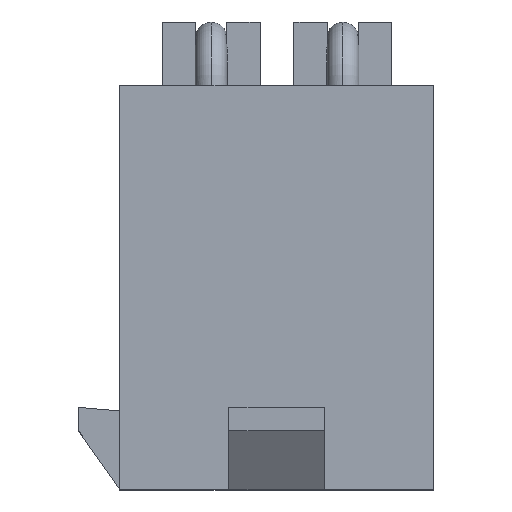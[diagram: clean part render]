
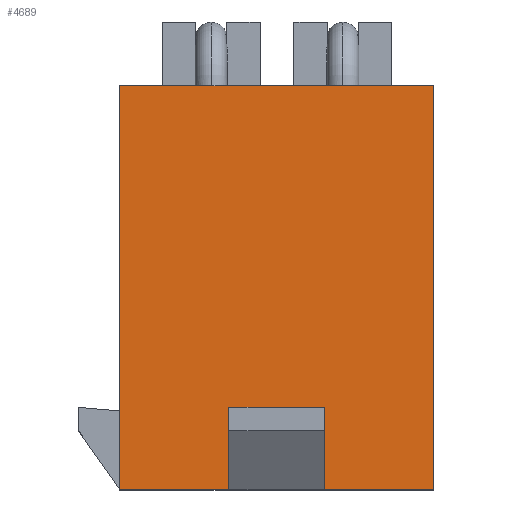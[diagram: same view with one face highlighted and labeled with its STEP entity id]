
A CAD part, top view. The second image highlights one B-rep face of the part: STEP entity #4689.
In plain terms, the highlighted planar face has unit normal (0, 0, 1).
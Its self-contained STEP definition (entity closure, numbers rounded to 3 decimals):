
#32 = PLANE('',#33);
#33 = AXIS2_PLACEMENT_3D('',#34,#35,#36);
#34 = CARTESIAN_POINT('',(2.058,-14.203,3.652));
#35 = DIRECTION('',(0.,-1.,0.));
#36 = DIRECTION('',(1.,0.,0.));
#57 = VERTEX_POINT('',#58);
#58 = CARTESIAN_POINT('',(-2.87,-14.203,6.509));
#72 = PLANE('',#73);
#73 = AXIS2_PLACEMENT_3D('',#74,#75,#76);
#74 = CARTESIAN_POINT('',(-2.87,-14.203,6.509));
#75 = DIRECTION('',(-1.,0.,0.));
#76 = DIRECTION('',(0.,0.,-1.));
#84 = EDGE_CURVE('',#85,#57,#87,.T.);
#85 = VERTEX_POINT('',#86);
#86 = CARTESIAN_POINT('',(0.559,-14.203,6.509));
#87 = SURFACE_CURVE('',#88,(#92,#99),.PCURVE_S1.);
#88 = LINE('',#89,#90);
#89 = CARTESIAN_POINT('',(0.559,-14.203,6.509));
#90 = VECTOR('',#91,1.);
#91 = DIRECTION('',(-1.,0.,0.));
#92 = PCURVE('',#32,#93);
#93 = DEFINITIONAL_REPRESENTATION('',(#94),#98);
#94 = LINE('',#95,#96);
#95 = CARTESIAN_POINT('',(-1.499,2.858));
#96 = VECTOR('',#97,1.);
#97 = DIRECTION('',(-1.,0.));
#98 = ( GEOMETRIC_REPRESENTATION_CONTEXT(2) 
PARAMETRIC_REPRESENTATION_CONTEXT() REPRESENTATION_CONTEXT('2D SPACE',''
  ) );
#99 = PCURVE('',#100,#105);
#100 = PLANE('',#101);
#101 = AXIS2_PLACEMENT_3D('',#102,#103,#104);
#102 = CARTESIAN_POINT('',(6.985,-14.203,6.509));
#103 = DIRECTION('',(0.,0.,1.));
#104 = DIRECTION('',(-1.,0.,0.));
#105 = DEFINITIONAL_REPRESENTATION('',(#106),#110);
#106 = LINE('',#107,#108);
#107 = CARTESIAN_POINT('',(6.426,0.));
#108 = VECTOR('',#109,1.);
#109 = DIRECTION('',(1.,0.));
#110 = ( GEOMETRIC_REPRESENTATION_CONTEXT(2) 
PARAMETRIC_REPRESENTATION_CONTEXT() REPRESENTATION_CONTEXT('2D SPACE',''
  ) );
#113 = VERTEX_POINT('',#114);
#114 = CARTESIAN_POINT('',(3.556,-14.203,6.509));
#140 = EDGE_CURVE('',#141,#113,#143,.T.);
#141 = VERTEX_POINT('',#142);
#142 = CARTESIAN_POINT('',(6.985,-14.203,6.509));
#143 = SURFACE_CURVE('',#144,(#148,#155),.PCURVE_S1.);
#144 = LINE('',#145,#146);
#145 = CARTESIAN_POINT('',(6.985,-14.203,6.509));
#146 = VECTOR('',#147,1.);
#147 = DIRECTION('',(-1.,0.,0.));
#148 = PCURVE('',#32,#149);
#149 = DEFINITIONAL_REPRESENTATION('',(#150),#154);
#150 = LINE('',#151,#152);
#151 = CARTESIAN_POINT('',(4.928,2.858));
#152 = VECTOR('',#153,1.);
#153 = DIRECTION('',(-1.,0.));
#154 = ( GEOMETRIC_REPRESENTATION_CONTEXT(2) 
PARAMETRIC_REPRESENTATION_CONTEXT() REPRESENTATION_CONTEXT('2D SPACE',''
  ) );
#155 = PCURVE('',#100,#156);
#156 = DEFINITIONAL_REPRESENTATION('',(#157),#161);
#157 = LINE('',#158,#159);
#158 = CARTESIAN_POINT('',(0.,0.));
#159 = VECTOR('',#160,1.);
#160 = DIRECTION('',(1.,0.));
#161 = ( GEOMETRIC_REPRESENTATION_CONTEXT(2) 
PARAMETRIC_REPRESENTATION_CONTEXT() REPRESENTATION_CONTEXT('2D SPACE',''
  ) );
#179 = PLANE('',#180);
#180 = AXIS2_PLACEMENT_3D('',#181,#182,#183);
#181 = CARTESIAN_POINT('',(6.985,-14.203,0.794));
#182 = DIRECTION('',(1.,0.,0.));
#183 = DIRECTION('',(0.,0.,1.));
#876 = VERTEX_POINT('',#877);
#877 = CARTESIAN_POINT('',(-2.87,-1.503,6.509));
#891 = PLANE('',#892);
#892 = AXIS2_PLACEMENT_3D('',#893,#894,#895);
#893 = CARTESIAN_POINT('',(2.058,-1.503,3.652));
#894 = DIRECTION('',(0.,-1.,0.));
#895 = DIRECTION('',(1.,0.,0.));
#903 = EDGE_CURVE('',#57,#876,#904,.T.);
#904 = SURFACE_CURVE('',#905,(#909,#916),.PCURVE_S1.);
#905 = LINE('',#906,#907);
#906 = CARTESIAN_POINT('',(-2.87,-14.203,6.509));
#907 = VECTOR('',#908,1.);
#908 = DIRECTION('',(0.,1.,0.));
#909 = PCURVE('',#72,#910);
#910 = DEFINITIONAL_REPRESENTATION('',(#911),#915);
#911 = LINE('',#912,#913);
#912 = CARTESIAN_POINT('',(0.,0.));
#913 = VECTOR('',#914,1.);
#914 = DIRECTION('',(0.,-1.));
#915 = ( GEOMETRIC_REPRESENTATION_CONTEXT(2) 
PARAMETRIC_REPRESENTATION_CONTEXT() REPRESENTATION_CONTEXT('2D SPACE',''
  ) );
#916 = PCURVE('',#100,#917);
#917 = DEFINITIONAL_REPRESENTATION('',(#918),#922);
#918 = LINE('',#919,#920);
#919 = CARTESIAN_POINT('',(9.855,0.));
#920 = VECTOR('',#921,1.);
#921 = DIRECTION('',(0.,-1.));
#922 = ( GEOMETRIC_REPRESENTATION_CONTEXT(2) 
PARAMETRIC_REPRESENTATION_CONTEXT() REPRESENTATION_CONTEXT('2D SPACE',''
  ) );
#4646 = EDGE_CURVE('',#141,#4647,#4649,.T.);
#4647 = VERTEX_POINT('',#4648);
#4648 = CARTESIAN_POINT('',(6.985,-1.503,6.509));
#4649 = SURFACE_CURVE('',#4650,(#4654,#4661),.PCURVE_S1.);
#4650 = LINE('',#4651,#4652);
#4651 = CARTESIAN_POINT('',(6.985,-14.203,6.509));
#4652 = VECTOR('',#4653,1.);
#4653 = DIRECTION('',(0.,1.,0.));
#4654 = PCURVE('',#179,#4655);
#4655 = DEFINITIONAL_REPRESENTATION('',(#4656),#4660);
#4656 = LINE('',#4657,#4658);
#4657 = CARTESIAN_POINT('',(5.715,0.));
#4658 = VECTOR('',#4659,1.);
#4659 = DIRECTION('',(0.,-1.));
#4660 = ( GEOMETRIC_REPRESENTATION_CONTEXT(2) 
PARAMETRIC_REPRESENTATION_CONTEXT() REPRESENTATION_CONTEXT('2D SPACE',''
  ) );
#4661 = PCURVE('',#100,#4662);
#4662 = DEFINITIONAL_REPRESENTATION('',(#4663),#4667);
#4663 = LINE('',#4664,#4665);
#4664 = CARTESIAN_POINT('',(0.,0.));
#4665 = VECTOR('',#4666,1.);
#4666 = DIRECTION('',(0.,-1.));
#4667 = ( GEOMETRIC_REPRESENTATION_CONTEXT(2) 
PARAMETRIC_REPRESENTATION_CONTEXT() REPRESENTATION_CONTEXT('2D SPACE',''
  ) );
#4689 = ADVANCED_FACE('',(#4690),#100,.T.);
#4690 = FACE_BOUND('',#4691,.F.);
#4691 = EDGE_LOOP('',(#4692,#4720,#4721,#4722,#4743,#4744,#4745,#4773));
#4692 = ORIENTED_EDGE('',*,*,#4693,.F.);
#4693 = EDGE_CURVE('',#85,#4694,#4696,.T.);
#4694 = VERTEX_POINT('',#4695);
#4695 = CARTESIAN_POINT('',(0.559,-11.725,6.509));
#4696 = SURFACE_CURVE('',#4697,(#4701,#4708),.PCURVE_S1.);
#4697 = LINE('',#4698,#4699);
#4698 = CARTESIAN_POINT('',(0.559,-14.203,6.509));
#4699 = VECTOR('',#4700,1.);
#4700 = DIRECTION('',(0.,1.,0.));
#4701 = PCURVE('',#100,#4702);
#4702 = DEFINITIONAL_REPRESENTATION('',(#4703),#4707);
#4703 = LINE('',#4704,#4705);
#4704 = CARTESIAN_POINT('',(6.426,0.));
#4705 = VECTOR('',#4706,1.);
#4706 = DIRECTION('',(0.,-1.));
#4707 = ( GEOMETRIC_REPRESENTATION_CONTEXT(2) 
PARAMETRIC_REPRESENTATION_CONTEXT() REPRESENTATION_CONTEXT('2D SPACE',''
  ) );
#4708 = PCURVE('',#4709,#4714);
#4709 = PLANE('',#4710);
#4710 = AXIS2_PLACEMENT_3D('',#4711,#4712,#4713);
#4711 = CARTESIAN_POINT('',(0.559,-14.203,3.652));
#4712 = DIRECTION('',(1.,0.,0.));
#4713 = DIRECTION('',(0.,1.,0.));
#4714 = DEFINITIONAL_REPRESENTATION('',(#4715),#4719);
#4715 = LINE('',#4716,#4717);
#4716 = CARTESIAN_POINT('',(0.,2.858));
#4717 = VECTOR('',#4718,1.);
#4718 = DIRECTION('',(1.,0.));
#4719 = ( GEOMETRIC_REPRESENTATION_CONTEXT(2) 
PARAMETRIC_REPRESENTATION_CONTEXT() REPRESENTATION_CONTEXT('2D SPACE',''
  ) );
#4720 = ORIENTED_EDGE('',*,*,#84,.T.);
#4721 = ORIENTED_EDGE('',*,*,#903,.T.);
#4722 = ORIENTED_EDGE('',*,*,#4723,.F.);
#4723 = EDGE_CURVE('',#4647,#876,#4724,.T.);
#4724 = SURFACE_CURVE('',#4725,(#4729,#4736),.PCURVE_S1.);
#4725 = LINE('',#4726,#4727);
#4726 = CARTESIAN_POINT('',(6.985,-1.503,6.509));
#4727 = VECTOR('',#4728,1.);
#4728 = DIRECTION('',(-1.,0.,0.));
#4729 = PCURVE('',#100,#4730);
#4730 = DEFINITIONAL_REPRESENTATION('',(#4731),#4735);
#4731 = LINE('',#4732,#4733);
#4732 = CARTESIAN_POINT('',(0.,-12.7));
#4733 = VECTOR('',#4734,1.);
#4734 = DIRECTION('',(1.,0.));
#4735 = ( GEOMETRIC_REPRESENTATION_CONTEXT(2) 
PARAMETRIC_REPRESENTATION_CONTEXT() REPRESENTATION_CONTEXT('2D SPACE',''
  ) );
#4736 = PCURVE('',#891,#4737);
#4737 = DEFINITIONAL_REPRESENTATION('',(#4738),#4742);
#4738 = LINE('',#4739,#4740);
#4739 = CARTESIAN_POINT('',(4.928,2.858));
#4740 = VECTOR('',#4741,1.);
#4741 = DIRECTION('',(-1.,0.));
#4742 = ( GEOMETRIC_REPRESENTATION_CONTEXT(2) 
PARAMETRIC_REPRESENTATION_CONTEXT() REPRESENTATION_CONTEXT('2D SPACE',''
  ) );
#4743 = ORIENTED_EDGE('',*,*,#4646,.F.);
#4744 = ORIENTED_EDGE('',*,*,#140,.T.);
#4745 = ORIENTED_EDGE('',*,*,#4746,.T.);
#4746 = EDGE_CURVE('',#113,#4747,#4749,.T.);
#4747 = VERTEX_POINT('',#4748);
#4748 = CARTESIAN_POINT('',(3.556,-11.725,6.509));
#4749 = SURFACE_CURVE('',#4750,(#4754,#4761),.PCURVE_S1.);
#4750 = LINE('',#4751,#4752);
#4751 = CARTESIAN_POINT('',(3.556,-14.203,6.509));
#4752 = VECTOR('',#4753,1.);
#4753 = DIRECTION('',(0.,1.,0.));
#4754 = PCURVE('',#100,#4755);
#4755 = DEFINITIONAL_REPRESENTATION('',(#4756),#4760);
#4756 = LINE('',#4757,#4758);
#4757 = CARTESIAN_POINT('',(3.429,0.));
#4758 = VECTOR('',#4759,1.);
#4759 = DIRECTION('',(0.,-1.));
#4760 = ( GEOMETRIC_REPRESENTATION_CONTEXT(2) 
PARAMETRIC_REPRESENTATION_CONTEXT() REPRESENTATION_CONTEXT('2D SPACE',''
  ) );
#4761 = PCURVE('',#4762,#4767);
#4762 = PLANE('',#4763);
#4763 = AXIS2_PLACEMENT_3D('',#4764,#4765,#4766);
#4764 = CARTESIAN_POINT('',(3.556,-14.203,3.652));
#4765 = DIRECTION('',(1.,0.,0.));
#4766 = DIRECTION('',(0.,1.,0.));
#4767 = DEFINITIONAL_REPRESENTATION('',(#4768),#4772);
#4768 = LINE('',#4769,#4770);
#4769 = CARTESIAN_POINT('',(0.,2.858));
#4770 = VECTOR('',#4771,1.);
#4771 = DIRECTION('',(1.,0.));
#4772 = ( GEOMETRIC_REPRESENTATION_CONTEXT(2) 
PARAMETRIC_REPRESENTATION_CONTEXT() REPRESENTATION_CONTEXT('2D SPACE',''
  ) );
#4773 = ORIENTED_EDGE('',*,*,#4774,.F.);
#4774 = EDGE_CURVE('',#4694,#4747,#4775,.T.);
#4775 = SURFACE_CURVE('',#4776,(#4780,#4787),.PCURVE_S1.);
#4776 = LINE('',#4777,#4778);
#4777 = CARTESIAN_POINT('',(0.559,-11.725,6.509));
#4778 = VECTOR('',#4779,1.);
#4779 = DIRECTION('',(1.,0.,0.));
#4780 = PCURVE('',#100,#4781);
#4781 = DEFINITIONAL_REPRESENTATION('',(#4782),#4786);
#4782 = LINE('',#4783,#4784);
#4783 = CARTESIAN_POINT('',(6.426,-2.477));
#4784 = VECTOR('',#4785,1.);
#4785 = DIRECTION('',(-1.,0.));
#4786 = ( GEOMETRIC_REPRESENTATION_CONTEXT(2) 
PARAMETRIC_REPRESENTATION_CONTEXT() REPRESENTATION_CONTEXT('2D SPACE',''
  ) );
#4787 = PCURVE('',#4788,#4793);
#4788 = PLANE('',#4789);
#4789 = AXIS2_PLACEMENT_3D('',#4790,#4791,#4792);
#4790 = CARTESIAN_POINT('',(0.559,-11.725,6.509));
#4791 = DIRECTION('',(0.,0.996,-0.087));
#4792 = DIRECTION('',(0.,0.087,0.996));
#4793 = DEFINITIONAL_REPRESENTATION('',(#4794),#4798);
#4794 = LINE('',#4795,#4796);
#4795 = CARTESIAN_POINT('',(0.,0.));
#4796 = VECTOR('',#4797,1.);
#4797 = DIRECTION('',(0.,1.));
#4798 = ( GEOMETRIC_REPRESENTATION_CONTEXT(2) 
PARAMETRIC_REPRESENTATION_CONTEXT() REPRESENTATION_CONTEXT('2D SPACE',''
  ) );
